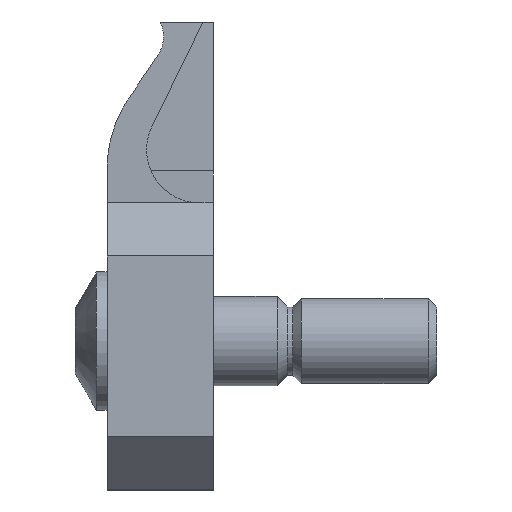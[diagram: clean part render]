
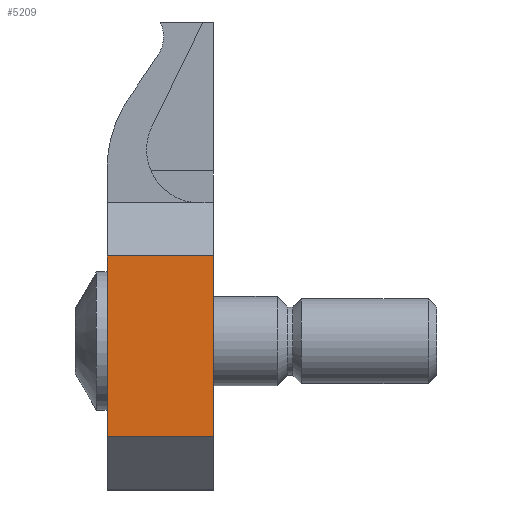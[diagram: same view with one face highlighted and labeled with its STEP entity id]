
A CAD part, left-side view. The second image highlights one B-rep face of the part: STEP entity #5209.
In plain terms, the highlighted planar face has unit normal (-1, 0, 0).
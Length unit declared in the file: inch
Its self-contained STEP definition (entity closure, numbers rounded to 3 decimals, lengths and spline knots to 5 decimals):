
#130 = LINE ( 'NONE', #4984, #6990 ) ;
#498 = VERTEX_POINT ( 'NONE', #7065 ) ;
#692 = DIRECTION ( 'NONE',  ( 0., 0., 1. ) ) ;
#788 = EDGE_CURVE ( 'NONE', #2686, #4774, #130, .T. ) ;
#1027 = EDGE_CURVE ( 'NONE', #498, #4636, #5096, .T. ) ;
#1441 = AXIS2_PLACEMENT_3D ( 'NONE', #6118, #6789, #2768 ) ;
#1523 = DIRECTION ( 'NONE',  ( 0., 0., 1. ) ) ;
#2109 = PLANE ( 'NONE',  #1441 ) ;
#2334 = DIRECTION ( 'NONE',  ( 0., -1., 0. ) ) ;
#2686 = VERTEX_POINT ( 'NONE', #6712 ) ;
#2768 = DIRECTION ( 'NONE',  ( 0., 0., -1. ) ) ;
#2862 = DIRECTION ( 'NONE',  ( 0., -1., 0. ) ) ;
#3669 = LINE ( 'NONE', #6681, #7042 ) ;
#3731 = ORIENTED_EDGE ( 'NONE', *, *, #8362, .F. ) ;
#3755 = ORIENTED_EDGE ( 'NONE', *, *, #6320, .T. ) ;
#4127 = VECTOR ( 'NONE', #1523, 39.37008 ) ;
#4155 = FACE_OUTER_BOUND ( 'NONE', #7025, .T. ) ;
#4636 = VERTEX_POINT ( 'NONE', #5565 ) ;
#4774 = VERTEX_POINT ( 'NONE', #5717 ) ;
#4984 = CARTESIAN_POINT ( 'NONE',  ( -0.49213, 0.19685, 0.09843 ) ) ;
#5096 = LINE ( 'NONE', #8003, #6675 ) ;
#5209 = ADVANCED_FACE ( 'NONE', ( #4155 ), #2109, .F. ) ;
#5565 = CARTESIAN_POINT ( 'NONE',  ( -0.49213, 0., 0.43307 ) ) ;
#5717 = CARTESIAN_POINT ( 'NONE',  ( -0.49213, 0., 0.09843 ) ) ;
#6118 = CARTESIAN_POINT ( 'NONE',  ( -0.49213, 0.19685, 0.09843 ) ) ;
#6120 = ORIENTED_EDGE ( 'NONE', *, *, #1027, .F. ) ;
#6194 = CARTESIAN_POINT ( 'NONE',  ( -0.49213, 0., 0.09843 ) ) ;
#6320 = EDGE_CURVE ( 'NONE', #4774, #4636, #7897, .T. ) ;
#6675 = VECTOR ( 'NONE', #2862, 39.37008 ) ;
#6681 = CARTESIAN_POINT ( 'NONE',  ( -0.49213, 0.19685, 0.09843 ) ) ;
#6712 = CARTESIAN_POINT ( 'NONE',  ( -0.49213, 0.19685, 0.09843 ) ) ;
#6789 = DIRECTION ( 'NONE',  ( 1., 0., 0. ) ) ;
#6990 = VECTOR ( 'NONE', #2334, 39.37008 ) ;
#7025 = EDGE_LOOP ( 'NONE', ( #3755, #6120, #3731, #7450 ) ) ;
#7042 = VECTOR ( 'NONE', #692, 39.37008 ) ;
#7065 = CARTESIAN_POINT ( 'NONE',  ( -0.49213, 0.19685, 0.43307 ) ) ;
#7450 = ORIENTED_EDGE ( 'NONE', *, *, #788, .T. ) ;
#7897 = LINE ( 'NONE', #6194, #4127 ) ;
#8003 = CARTESIAN_POINT ( 'NONE',  ( -0.49213, 0.19685, 0.43307 ) ) ;
#8362 = EDGE_CURVE ( 'NONE', #2686, #498, #3669, .T. ) ;
